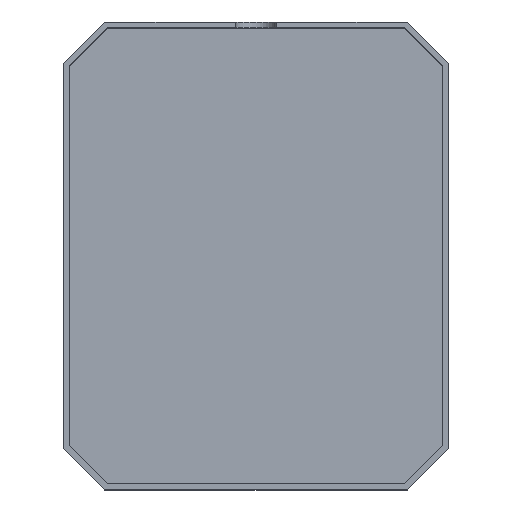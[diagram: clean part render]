
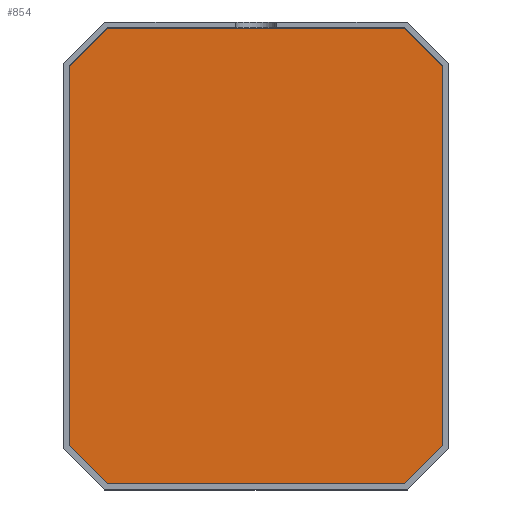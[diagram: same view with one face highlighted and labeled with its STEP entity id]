
A CAD part, top view. The second image highlights one B-rep face of the part: STEP entity #854.
In plain terms, the highlighted planar face has unit normal (0, 0, 1).
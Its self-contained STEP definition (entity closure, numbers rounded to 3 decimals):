
#1 = LINE ( 'NONE', #607, #24 ) ;
#3 = ORIENTED_EDGE ( 'NONE', *, *, #349, .T. ) ;
#10 = ORIENTED_EDGE ( 'NONE', *, *, #326, .T. ) ;
#24 = VECTOR ( 'NONE', #539, 1000. ) ;
#26 = LINE ( 'NONE', #749, #107 ) ;
#34 = VECTOR ( 'NONE', #711, 1000. ) ;
#55 = VECTOR ( 'NONE', #774, 1000. ) ;
#72 = FACE_OUTER_BOUND ( 'NONE', #917, .T. ) ;
#74 = VECTOR ( 'NONE', #747, 1000. ) ;
#84 = VECTOR ( 'NONE', #837, 1000. ) ;
#95 = ORIENTED_EDGE ( 'NONE', *, *, #352, .T. ) ;
#105 = LINE ( 'NONE', #599, #123 ) ;
#107 = VECTOR ( 'NONE', #817, 1000. ) ;
#116 = ORIENTED_EDGE ( 'NONE', *, *, #325, .T. ) ;
#123 = VECTOR ( 'NONE', #665, 1000. ) ;
#132 = ORIENTED_EDGE ( 'NONE', *, *, #462, .T. ) ;
#154 = LINE ( 'NONE', #606, #84 ) ;
#167 = LINE ( 'NONE', #724, #173 ) ;
#173 = VECTOR ( 'NONE', #763, 1000. ) ;
#192 = LINE ( 'NONE', #850, #34 ) ;
#196 = ORIENTED_EDGE ( 'NONE', *, *, #329, .T. ) ;
#203 = ORIENTED_EDGE ( 'NONE', *, *, #324, .T. ) ;
#205 = LINE ( 'NONE', #734, #55 ) ;
#211 = ORIENTED_EDGE ( 'NONE', *, *, #341, .T. ) ;
#214 = LINE ( 'NONE', #641, #74 ) ;
#281 = CARTESIAN_POINT ( 'NONE',  ( 218.343, -294.063, 4. ) ) ;
#285 = CARTESIAN_POINT ( 'NONE',  ( 1.657, 37.937, 4. ) ) ;
#286 = CARTESIAN_POINT ( 'NONE',  ( 246., -266.406, 4. ) ) ;
#296 = CARTESIAN_POINT ( 'NONE',  ( -26., 10.28, 4. ) ) ;
#324 = EDGE_CURVE ( 'NONE', #904, #907, #205, .T. ) ;
#325 = EDGE_CURVE ( 'NONE', #950, #902, #26, .T. ) ;
#326 = EDGE_CURVE ( 'NONE', #892, #950, #154, .T. ) ;
#329 = EDGE_CURVE ( 'NONE', #902, #873, #105, .T. ) ;
#341 = EDGE_CURVE ( 'NONE', #895, #892, #1, .T. ) ;
#349 = EDGE_CURVE ( 'NONE', #907, #935, #167, .T. ) ;
#352 = EDGE_CURVE ( 'NONE', #935, #895, #192, .T. ) ;
#376 = AXIS2_PLACEMENT_3D ( 'NONE', #521, #778, #499 ) ;
#462 = EDGE_CURVE ( 'NONE', #873, #904, #214, .T. ) ;
#499 = DIRECTION ( 'NONE',  ( -1., 0., 0. ) ) ;
#521 = CARTESIAN_POINT ( 'NONE',  ( -170., -128.063, 4. ) ) ;
#539 = DIRECTION ( 'NONE',  ( -0.707, 0.707, 0. ) ) ;
#549 = PLANE ( 'NONE',  #376 ) ;
#599 = CARTESIAN_POINT ( 'NONE',  ( -26., -128.063, 4. ) ) ;
#606 = CARTESIAN_POINT ( 'NONE',  ( -170., 37.937, 4. ) ) ;
#607 = CARTESIAN_POINT ( 'NONE',  ( 107.172, 149.108, 4. ) ) ;
#641 = CARTESIAN_POINT ( 'NONE',  ( -167.172, -125.235, 4. ) ) ;
#665 = DIRECTION ( 'NONE',  ( 0., -1., 0. ) ) ;
#678 = CARTESIAN_POINT ( 'NONE',  ( -26., -266.406, 4. ) ) ;
#709 = CARTESIAN_POINT ( 'NONE',  ( 1.657, -294.063, 4. ) ) ;
#711 = DIRECTION ( 'NONE',  ( 0., 1., 0. ) ) ;
#723 = CARTESIAN_POINT ( 'NONE',  ( 246., 10.28, 4. ) ) ;
#724 = CARTESIAN_POINT ( 'NONE',  ( 107.172, -405.235, 4. ) ) ;
#734 = CARTESIAN_POINT ( 'NONE',  ( -170., -294.063, 4. ) ) ;
#747 = DIRECTION ( 'NONE',  ( 0.707, -0.707, 0. ) ) ;
#749 = CARTESIAN_POINT ( 'NONE',  ( -167.172, -130.892, 4. ) ) ;
#763 = DIRECTION ( 'NONE',  ( 0.707, 0.707, 0. ) ) ;
#774 = DIRECTION ( 'NONE',  ( 1., 0., 0. ) ) ;
#778 = DIRECTION ( 'NONE',  ( 0., 0., -1. ) ) ;
#790 = CARTESIAN_POINT ( 'NONE',  ( 218.343, 37.937, 4. ) ) ;
#817 = DIRECTION ( 'NONE',  ( -0.707, -0.707, 0. ) ) ;
#837 = DIRECTION ( 'NONE',  ( -1., 0., 0. ) ) ;
#850 = CARTESIAN_POINT ( 'NONE',  ( 246., -128.063, 4. ) ) ;
#854 = ADVANCED_FACE ( 'NONE', ( #72 ), #549, .F. ) ;
#873 = VERTEX_POINT ( 'NONE', #678 ) ;
#892 = VERTEX_POINT ( 'NONE', #790 ) ;
#895 = VERTEX_POINT ( 'NONE', #723 ) ;
#902 = VERTEX_POINT ( 'NONE', #296 ) ;
#904 = VERTEX_POINT ( 'NONE', #709 ) ;
#907 = VERTEX_POINT ( 'NONE', #281 ) ;
#917 = EDGE_LOOP ( 'NONE', ( #116, #196, #132, #203, #3, #95, #211, #10 ) ) ;
#935 = VERTEX_POINT ( 'NONE', #286 ) ;
#950 = VERTEX_POINT ( 'NONE', #285 ) ;
